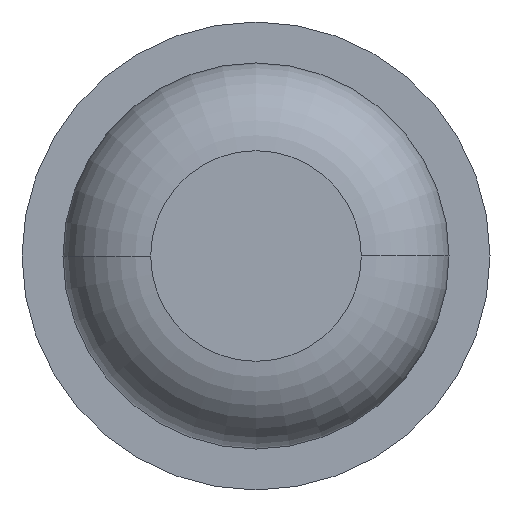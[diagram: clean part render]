
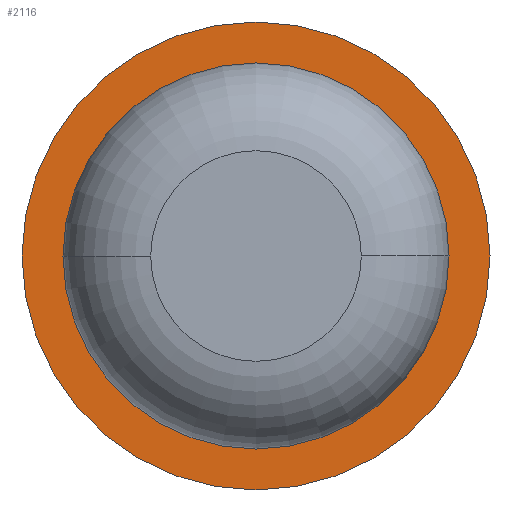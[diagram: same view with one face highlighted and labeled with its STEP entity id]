
A CAD part, front view. The second image highlights one B-rep face of the part: STEP entity #2116.
In plain terms, the highlighted planar face has unit normal (0, -1, 0).
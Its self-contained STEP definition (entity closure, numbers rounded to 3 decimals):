
#189 = CARTESIAN_POINT ( 'NONE',  ( 0., -6., 0. ) ) ;
#278 = DIRECTION ( 'NONE',  ( 0., 1., 0. ) ) ;
#303 = EDGE_CURVE ( 'Defeature ausgef�hrt1_5+Defeature ausgef�hrt1_0+Defeature ausgef�hrt1_0+Defeature ausgef�hrt1_0', #1666, #1727, #1212, .T. ) ;
#306 = ORIENTED_EDGE ( 'NONE', *, *, #2048, .F. ) ;
#447 = CIRCLE ( 'NONE', #1802, 1. ) ;
#473 = AXIS2_PLACEMENT_3D ( 'NONE', #2062, #2051, #3231 ) ;
#623 = ORIENTED_EDGE ( 'NONE', *, *, #2531, .T. ) ;
#648 = CARTESIAN_POINT ( 'NONE',  ( 0., -6., 0. ) ) ;
#1022 = CIRCLE ( 'NONE', #1395, 0.825 ) ;
#1112 = DIRECTION ( 'NONE',  ( 0., 1., 0. ) ) ;
#1186 = VERTEX_POINT ( 'NONE', #3615 ) ;
#1212 = CIRCLE ( 'NONE', #3067, 0.825 ) ;
#1218 = EDGE_LOOP ( 'NONE', ( #306, #3672 ) ) ;
#1389 = DIRECTION ( 'NONE',  ( -1., 0., 0. ) ) ;
#1395 = AXIS2_PLACEMENT_3D ( 'NONE', #3136, #1112, #2831 ) ;
#1517 = EDGE_CURVE ( 'Defeature ausgef�hrt1_6+Defeature ausgef�hrt1_5+Defeature ausgef�hrt1_5+Defeature ausgef�hrt1_5', #1186, #1686, #3518, .T. ) ;
#1607 = FACE_OUTER_BOUND ( 'NONE', #1218, .T. ) ;
#1666 = VERTEX_POINT ( 'NONE', #1891 ) ;
#1686 = VERTEX_POINT ( 'NONE', #3052 ) ;
#1727 = VERTEX_POINT ( 'NONE', #3306 ) ;
#1802 = AXIS2_PLACEMENT_3D ( 'NONE', #189, #2162, #3353 ) ;
#1824 = ORIENTED_EDGE ( 'NONE', *, *, #303, .T. ) ;
#1891 = CARTESIAN_POINT ( 'NONE',  ( -0.825, -6., 0. ) ) ;
#2048 = EDGE_CURVE ( 'Defeature ausgef�hrt1_6+Defeature ausgef�hrt1_5+Defeature ausgef�hrt1_5+Defeature ausgef�hrt1_5', #1686, #1186, #447, .T. ) ;
#2049 = EDGE_LOOP ( 'NONE', ( #1824, #623 ) ) ;
#2051 = DIRECTION ( 'NONE',  ( 0., 1., 0. ) ) ;
#2062 = CARTESIAN_POINT ( 'NONE',  ( 0., -6., 0. ) ) ;
#2116 = ADVANCED_FACE ( 'Defeature ausgef�hrt1_5', ( #1607, #2630 ), #2836, .F. ) ;
#2162 = DIRECTION ( 'NONE',  ( 0., 1., 0. ) ) ;
#2354 = AXIS2_PLACEMENT_3D ( 'NONE', #2798, #278, #1389 ) ;
#2531 = EDGE_CURVE ( 'Defeature ausgef�hrt1_5+Defeature ausgef�hrt1_0+Defeature ausgef�hrt1_0+Defeature ausgef�hrt1_0', #1727, #1666, #1022, .T. ) ;
#2630 = FACE_BOUND ( 'NONE', #2049, .T. ) ;
#2631 = DIRECTION ( 'NONE',  ( 0., 1., 0. ) ) ;
#2641 = DIRECTION ( 'NONE',  ( -1., 0., 0. ) ) ;
#2798 = CARTESIAN_POINT ( 'NONE',  ( 0.825, -6., 0. ) ) ;
#2831 = DIRECTION ( 'NONE',  ( -1., 0., 0. ) ) ;
#2836 = PLANE ( 'NONE',  #2354 ) ;
#3052 = CARTESIAN_POINT ( 'NONE',  ( -1., -6., 0. ) ) ;
#3067 = AXIS2_PLACEMENT_3D ( 'NONE', #648, #2631, #2641 ) ;
#3136 = CARTESIAN_POINT ( 'NONE',  ( 0., -6., 0. ) ) ;
#3231 = DIRECTION ( 'NONE',  ( -1., 0., 0. ) ) ;
#3306 = CARTESIAN_POINT ( 'NONE',  ( 0.825, -6., 0. ) ) ;
#3353 = DIRECTION ( 'NONE',  ( -1., 0., 0. ) ) ;
#3518 = CIRCLE ( 'NONE', #473, 1. ) ;
#3615 = CARTESIAN_POINT ( 'NONE',  ( 1., -6., 0. ) ) ;
#3672 = ORIENTED_EDGE ( 'NONE', *, *, #1517, .F. ) ;
